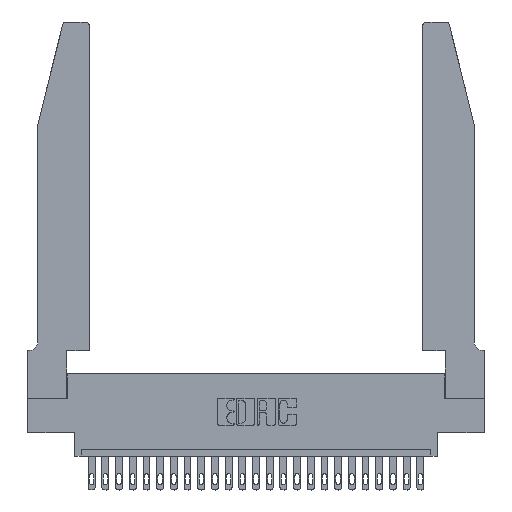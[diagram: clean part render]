
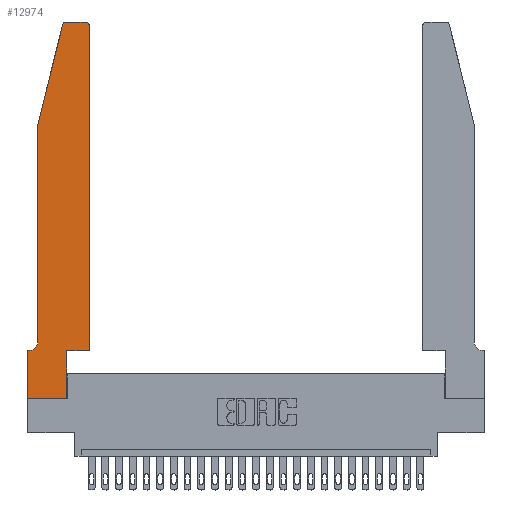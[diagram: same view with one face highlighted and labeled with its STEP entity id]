
A CAD part, top view. The second image highlights one B-rep face of the part: STEP entity #12974.
In plain terms, the highlighted planar face has unit normal (0, 0, 1).
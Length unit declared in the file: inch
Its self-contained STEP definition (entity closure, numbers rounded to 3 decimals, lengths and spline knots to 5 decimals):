
#145 = EDGE_CURVE ( 'NONE', #22192, #17771, #999, .T. ) ;
#278 = EDGE_CURVE ( 'NONE', #23930, #11753, #15149, .T. ) ;
#999 = CIRCLE ( 'NONE', #25454, 0.03 ) ;
#1167 = AXIS2_PLACEMENT_3D ( 'NONE', #19090, #5468, #25262 ) ;
#1194 = DIRECTION ( 'NONE',  ( 0., 1., 0. ) ) ;
#1612 = VERTEX_POINT ( 'NONE', #10014 ) ;
#1758 = CARTESIAN_POINT ( 'NONE',  ( 0.4505, 0.35, 0.37 ) ) ;
#2107 = FACE_OUTER_BOUND ( 'NONE', #11073, .T. ) ;
#2220 = LINE ( 'NONE', #17208, #9794 ) ;
#2271 = ORIENTED_EDGE ( 'NONE', *, *, #20272, .T. ) ;
#2376 = LINE ( 'NONE', #16887, #12822 ) ;
#2390 = ORIENTED_EDGE ( 'NONE', *, *, #4164, .T. ) ;
#2498 = DIRECTION ( 'NONE',  ( 0., 0., 1. ) ) ;
#2746 = LINE ( 'NONE', #11390, #23485 ) ;
#2894 = CARTESIAN_POINT ( 'NONE',  ( 0.2865, 0., 0.37 ) ) ;
#3071 = EDGE_CURVE ( 'NONE', #6595, #16445, #3911, .T. ) ;
#3203 = DIRECTION ( 'NONE',  ( -1., 0., 0. ) ) ;
#3301 = CARTESIAN_POINT ( 'NONE',  ( 0., 0., 0.37 ) ) ;
#3359 = AXIS2_PLACEMENT_3D ( 'NONE', #24433, #18537, #6630 ) ;
#3911 = CIRCLE ( 'NONE', #1167, 0.07 ) ;
#4164 = EDGE_CURVE ( 'NONE', #9650, #25895, #19552, .T. ) ;
#4385 = EDGE_CURVE ( 'NONE', #16445, #22023, #11698, .T. ) ;
#4452 = DIRECTION ( 'NONE',  ( 1., 0., 0. ) ) ;
#4934 = VERTEX_POINT ( 'NONE', #24059 ) ;
#5217 = CARTESIAN_POINT ( 'NONE',  ( 0.4205, 2.75, 0.37 ) ) ;
#5293 = CARTESIAN_POINT ( 'NONE',  ( 0.4505, 0.35, 0.37 ) ) ;
#5298 = EDGE_CURVE ( 'NONE', #10772, #23930, #2220, .T. ) ;
#5468 = DIRECTION ( 'NONE',  ( 0., 0., -1. ) ) ;
#5575 = ORIENTED_EDGE ( 'NONE', *, *, #3071, .T. ) ;
#6184 = DIRECTION ( 'NONE',  ( 0., -1., 0. ) ) ;
#6246 = ORIENTED_EDGE ( 'NONE', *, *, #5298, .T. ) ;
#6360 = CARTESIAN_POINT ( 'NONE',  ( 0.4505, 2.72, 0.37 ) ) ;
#6571 = EDGE_CURVE ( 'NONE', #11753, #22192, #14436, .T. ) ;
#6595 = VERTEX_POINT ( 'NONE', #19965 ) ;
#6630 = DIRECTION ( 'NONE',  ( 1., 0., 0. ) ) ;
#6721 = VECTOR ( 'NONE', #13432, 39.37008 ) ;
#9000 = VECTOR ( 'NONE', #6184, 39.37008 ) ;
#9305 = ORIENTED_EDGE ( 'NONE', *, *, #278, .T. ) ;
#9380 = ORIENTED_EDGE ( 'NONE', *, *, #20740, .T. ) ;
#9393 = EDGE_CURVE ( 'NONE', #22023, #4934, #25172, .T. ) ;
#9650 = VERTEX_POINT ( 'NONE', #22538 ) ;
#9794 = VECTOR ( 'NONE', #1194, 39.37008 ) ;
#9806 = VECTOR ( 'NONE', #17062, 39.37008 ) ;
#10014 = CARTESIAN_POINT ( 'NONE',  ( 0.284, 2.75, 0.37 ) ) ;
#10472 = VECTOR ( 'NONE', #17261, 39.37008 ) ;
#10772 = VERTEX_POINT ( 'NONE', #2894 ) ;
#11070 = VECTOR ( 'NONE', #3203, 39.37008 ) ;
#11073 = EDGE_LOOP ( 'NONE', ( #9380, #19097, #2390, #20489, #5575, #18867, #14568, #2271, #6246, #9305, #19781, #25255 ) ) ;
#11390 = CARTESIAN_POINT ( 'NONE',  ( 0., 0., 0.37 ) ) ;
#11698 = LINE ( 'NONE', #17158, #11070 ) ;
#11753 = VERTEX_POINT ( 'NONE', #1758 ) ;
#12039 = CARTESIAN_POINT ( 'NONE',  ( 0.2865, 0.35, 0.37 ) ) ;
#12822 = VECTOR ( 'NONE', #20751, 39.37008 ) ;
#12974 = ADVANCED_FACE ( 'NONE', ( #2107 ), #24264, .T. ) ;
#13432 = DIRECTION ( 'NONE',  ( -0.239, -0.971, 0. ) ) ;
#14436 = LINE ( 'NONE', #22239, #19157 ) ;
#14568 = ORIENTED_EDGE ( 'NONE', *, *, #9393, .T. ) ;
#14858 = CARTESIAN_POINT ( 'NONE',  ( 0.0755, 2., 0.37 ) ) ;
#15149 = LINE ( 'NONE', #5293, #9806 ) ;
#15475 = AXIS2_PLACEMENT_3D ( 'NONE', #20518, #2498, #4452 ) ;
#15821 = EDGE_CURVE ( 'NONE', #25895, #6595, #24934, .T. ) ;
#16012 = CARTESIAN_POINT ( 'NONE',  ( 0.0755, 2., 0.37 ) ) ;
#16445 = VERTEX_POINT ( 'NONE', #24265 ) ;
#16655 = DIRECTION ( 'NONE',  ( 1., 0., 0. ) ) ;
#16887 = CARTESIAN_POINT ( 'NONE',  ( 0.2605, 2.75, 0.37 ) ) ;
#17002 = CARTESIAN_POINT ( 'NONE',  ( 0., 0.35, 0.37 ) ) ;
#17062 = DIRECTION ( 'NONE',  ( 1., 0., 0. ) ) ;
#17158 = CARTESIAN_POINT ( 'NONE',  ( 0.0755, 0.35, 0.37 ) ) ;
#17208 = CARTESIAN_POINT ( 'NONE',  ( 0.2865, 0.35, 0.37 ) ) ;
#17261 = DIRECTION ( 'NONE',  ( 0., -1., 0. ) ) ;
#17628 = DIRECTION ( 'NONE',  ( 1., 0., 0. ) ) ;
#17771 = VERTEX_POINT ( 'NONE', #5217 ) ;
#18394 = CIRCLE ( 'NONE', #15475, 0.03 ) ;
#18537 = DIRECTION ( 'NONE',  ( 0., 0., 1. ) ) ;
#18867 = ORIENTED_EDGE ( 'NONE', *, *, #4385, .T. ) ;
#19090 = CARTESIAN_POINT ( 'NONE',  ( 0.0055, 0.42, 0.37 ) ) ;
#19097 = ORIENTED_EDGE ( 'NONE', *, *, #24526, .T. ) ;
#19157 = VECTOR ( 'NONE', #24203, 39.37008 ) ;
#19552 = LINE ( 'NONE', #14858, #6721 ) ;
#19781 = ORIENTED_EDGE ( 'NONE', *, *, #6571, .T. ) ;
#19965 = CARTESIAN_POINT ( 'NONE',  ( 0.0755, 0.42, 0.37 ) ) ;
#20272 = EDGE_CURVE ( 'NONE', #4934, #10772, #2746, .T. ) ;
#20489 = ORIENTED_EDGE ( 'NONE', *, *, #15821, .T. ) ;
#20518 = CARTESIAN_POINT ( 'NONE',  ( 0.284, 2.72, 0.37 ) ) ;
#20740 = EDGE_CURVE ( 'NONE', #17771, #1612, #2376, .T. ) ;
#20751 = DIRECTION ( 'NONE',  ( -1., 0., 0. ) ) ;
#22023 = VERTEX_POINT ( 'NONE', #17002 ) ;
#22179 = CARTESIAN_POINT ( 'NONE',  ( 0.0755, 2., 0.37 ) ) ;
#22192 = VERTEX_POINT ( 'NONE', #6360 ) ;
#22239 = CARTESIAN_POINT ( 'NONE',  ( 0.4505, 0.35, 0.37 ) ) ;
#22424 = CARTESIAN_POINT ( 'NONE',  ( 0.4205, 2.72, 0.37 ) ) ;
#22538 = CARTESIAN_POINT ( 'NONE',  ( 0.25487, 2.72718, 0.37 ) ) ;
#23485 = VECTOR ( 'NONE', #17628, 39.37008 ) ;
#23930 = VERTEX_POINT ( 'NONE', #12039 ) ;
#24059 = CARTESIAN_POINT ( 'NONE',  ( 0., 0., 0.37 ) ) ;
#24203 = DIRECTION ( 'NONE',  ( 0., 1., 0. ) ) ;
#24264 = PLANE ( 'NONE',  #3359 ) ;
#24265 = CARTESIAN_POINT ( 'NONE',  ( 0.0055, 0.35, 0.37 ) ) ;
#24381 = DIRECTION ( 'NONE',  ( 0., 0., 1. ) ) ;
#24433 = CARTESIAN_POINT ( 'NONE',  ( 0., 0.35, 0.37 ) ) ;
#24526 = EDGE_CURVE ( 'NONE', #1612, #9650, #18394, .T. ) ;
#24934 = LINE ( 'NONE', #22179, #9000 ) ;
#25172 = LINE ( 'NONE', #3301, #10472 ) ;
#25255 = ORIENTED_EDGE ( 'NONE', *, *, #145, .T. ) ;
#25262 = DIRECTION ( 'NONE',  ( -1., 0., 0. ) ) ;
#25454 = AXIS2_PLACEMENT_3D ( 'NONE', #22424, #24381, #16655 ) ;
#25895 = VERTEX_POINT ( 'NONE', #16012 ) ;
